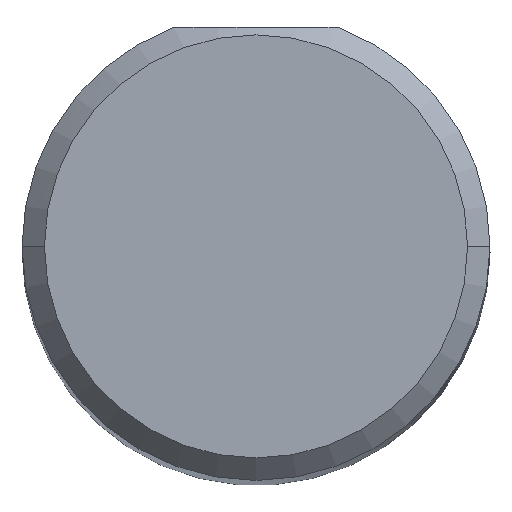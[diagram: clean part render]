
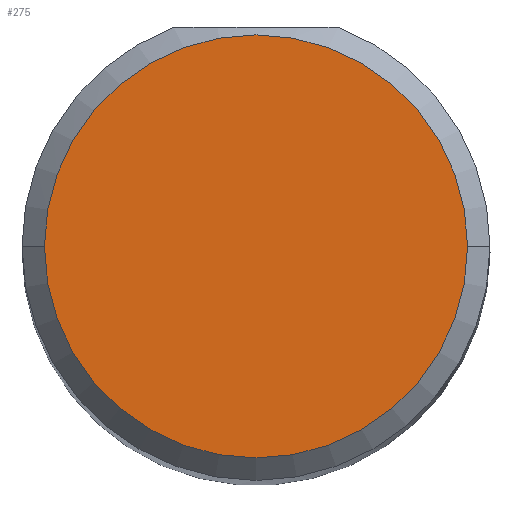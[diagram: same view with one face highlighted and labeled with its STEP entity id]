
A CAD part, top view. The second image highlights one B-rep face of the part: STEP entity #275.
In plain terms, the highlighted planar face has unit normal (0, 0, 1).
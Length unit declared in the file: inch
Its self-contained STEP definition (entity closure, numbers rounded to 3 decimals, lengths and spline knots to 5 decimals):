
#48 = FACE_OUTER_BOUND ( 'NONE', #136, .T. ) ;
#50 = CARTESIAN_POINT ( 'NONE',  ( 0., 0., 2.5 ) ) ;
#89 = DIRECTION ( 'NONE',  ( 1., 0., 0. ) ) ;
#127 = CARTESIAN_POINT ( 'NONE',  ( 0.14125, 0., 2.5 ) ) ;
#130 = DIRECTION ( 'NONE',  ( 0., 0., 1. ) ) ;
#136 = EDGE_LOOP ( 'NONE', ( #421, #346 ) ) ;
#162 = VERTEX_POINT ( 'NONE', #442 ) ;
#175 = DIRECTION ( 'NONE',  ( 1., 0., 0. ) ) ;
#195 = EDGE_CURVE ( 'NONE', #246, #162, #365, .T. ) ;
#237 = CARTESIAN_POINT ( 'NONE',  ( 0., 0., 2.5 ) ) ;
#246 = VERTEX_POINT ( 'NONE', #127 ) ;
#275 = ADVANCED_FACE ( 'NONE', ( #48 ), #339, .T. ) ;
#333 = DIRECTION ( 'NONE',  ( 0., 0., 1. ) ) ;
#337 = EDGE_CURVE ( 'NONE', #162, #246, #507, .T. ) ;
#339 = PLANE ( 'NONE',  #375 ) ;
#346 = ORIENTED_EDGE ( 'NONE', *, *, #195, .T. ) ;
#365 = CIRCLE ( 'NONE', #508, 0.14125 ) ;
#375 = AXIS2_PLACEMENT_3D ( 'NONE', #50, #333, #175 ) ;
#421 = ORIENTED_EDGE ( 'NONE', *, *, #337, .T. ) ;
#442 = CARTESIAN_POINT ( 'NONE',  ( -0.14125, 0., 2.5 ) ) ;
#444 = DIRECTION ( 'NONE',  ( 0., 0., 1. ) ) ;
#455 = CARTESIAN_POINT ( 'NONE',  ( 0., 0., 2.5 ) ) ;
#490 = AXIS2_PLACEMENT_3D ( 'NONE', #455, #130, #89 ) ;
#507 = CIRCLE ( 'NONE', #490, 0.14125 ) ;
#508 = AXIS2_PLACEMENT_3D ( 'NONE', #237, #444, #524 ) ;
#524 = DIRECTION ( 'NONE',  ( 1., 0., 0. ) ) ;
